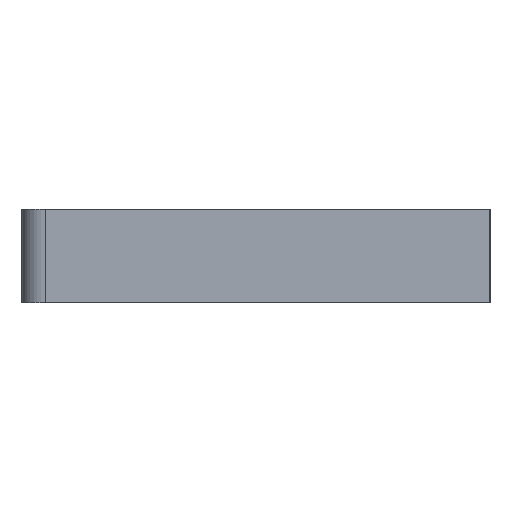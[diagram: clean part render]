
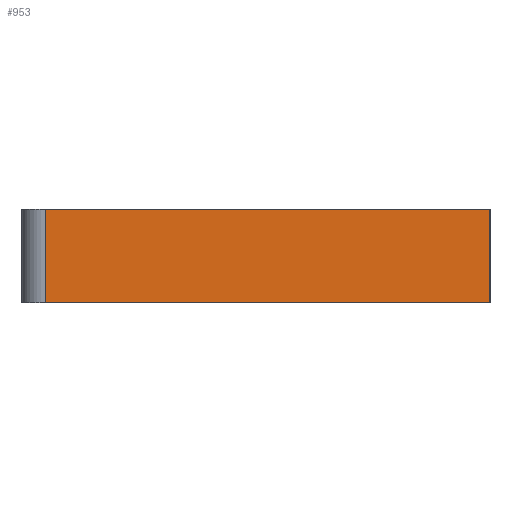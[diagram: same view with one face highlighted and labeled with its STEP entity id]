
A CAD part, left-side view. The second image highlights one B-rep face of the part: STEP entity #953.
In plain terms, the highlighted planar face has unit normal (-1, 0, 0).
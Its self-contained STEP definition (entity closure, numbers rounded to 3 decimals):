
#19 = EDGE_CURVE ( 'NONE', #842, #961, #1037, .T. ) ;
#26 = EDGE_CURVE ( 'NONE', #961, #880, #1016, .T. ) ;
#27 = EDGE_CURVE ( 'NONE', #842, #868, #1018, .T. ) ;
#57 = AXIS2_PLACEMENT_3D ( 'NONE', #540, #541, #542 ) ;
#75 = EDGE_CURVE ( 'NONE', #868, #880, #110, .T. ) ;
#108 = VECTOR ( 'NONE', #728, 1000. ) ;
#110 = LINE ( 'NONE', #743, #108 ) ;
#247 = FACE_OUTER_BOUND ( 'NONE', #595, .T. ) ;
#517 = CARTESIAN_POINT ( 'NONE',  ( 0., 57., 12. ) ) ;
#526 = CARTESIAN_POINT ( 'NONE',  ( 0., 57., 0. ) ) ;
#527 = CARTESIAN_POINT ( 'NONE',  ( 0., 0., 0. ) ) ;
#539 = PLANE ( 'NONE',  #57 ) ;
#540 = CARTESIAN_POINT ( 'NONE',  ( 0., 0., 12. ) ) ;
#541 = DIRECTION ( 'NONE',  ( 1., 0., 0. ) ) ;
#542 = DIRECTION ( 'NONE',  ( 0., 0., -1. ) ) ;
#564 = CARTESIAN_POINT ( 'NONE',  ( 0., 0., 12. ) ) ;
#595 = EDGE_LOOP ( 'NONE', ( #858, #867, #866, #865 ) ) ;
#728 = DIRECTION ( 'NONE',  ( 0., -1., 0. ) ) ;
#743 = CARTESIAN_POINT ( 'NONE',  ( 0., 0., 0. ) ) ;
#764 = DIRECTION ( 'NONE',  ( 0., 0., -1. ) ) ;
#768 = CARTESIAN_POINT ( 'NONE',  ( 0., 57., 12. ) ) ;
#769 = CARTESIAN_POINT ( 'NONE',  ( 0., 0., 12. ) ) ;
#770 = DIRECTION ( 'NONE',  ( 0., 0., -1. ) ) ;
#787 = CARTESIAN_POINT ( 'NONE',  ( 0., 0., 12. ) ) ;
#793 = DIRECTION ( 'NONE',  ( 0., -1., 0. ) ) ;
#842 = VERTEX_POINT ( 'NONE', #517 ) ;
#858 = ORIENTED_EDGE ( 'NONE', *, *, #75, .T. ) ;
#865 = ORIENTED_EDGE ( 'NONE', *, *, #27, .T. ) ;
#866 = ORIENTED_EDGE ( 'NONE', *, *, #19, .F. ) ;
#867 = ORIENTED_EDGE ( 'NONE', *, *, #26, .F. ) ;
#868 = VERTEX_POINT ( 'NONE', #526 ) ;
#880 = VERTEX_POINT ( 'NONE', #527 ) ;
#953 = ADVANCED_FACE ( 'NONE', ( #247 ), #539, .F. ) ;
#961 = VERTEX_POINT ( 'NONE', #564 ) ;
#1007 = VECTOR ( 'NONE', #764, 1000. ) ;
#1011 = VECTOR ( 'NONE', #770, 1000. ) ;
#1016 = LINE ( 'NONE', #769, #1011 ) ;
#1018 = LINE ( 'NONE', #768, #1007 ) ;
#1025 = VECTOR ( 'NONE', #793, 1000. ) ;
#1037 = LINE ( 'NONE', #787, #1025 ) ;
